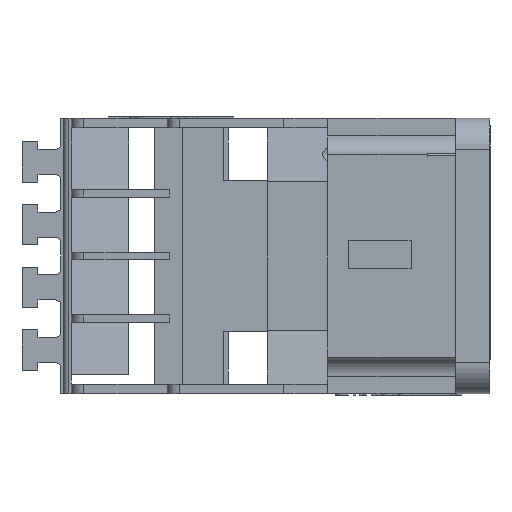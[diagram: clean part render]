
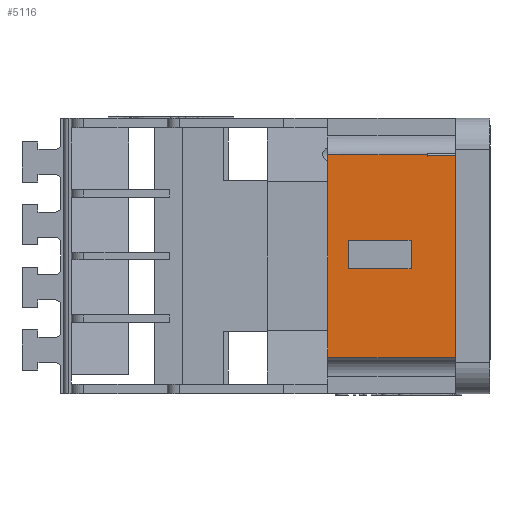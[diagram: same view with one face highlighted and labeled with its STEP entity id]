
A CAD part, front view. The second image highlights one B-rep face of the part: STEP entity #5116.
In plain terms, the highlighted planar face has unit normal (0, -1, 0).
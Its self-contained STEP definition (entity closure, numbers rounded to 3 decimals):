
#312 = LINE ( 'NONE', #5430, #33300 ) ;
#507 = CARTESIAN_POINT ( 'NONE',  ( 0.98, -30.725, 2.487 ) ) ;
#884 = CARTESIAN_POINT ( 'NONE',  ( -12.32, -30.725, -16.163 ) ) ;
#1211 = EDGE_LOOP ( 'NONE', ( #9645, #14193, #17686, #33047, #20509, #32557, #16058, #19112 ) ) ;
#1926 = VECTOR ( 'NONE', #5161, 1000. ) ;
#2438 = FACE_BOUND ( 'NONE', #17864, .T. ) ;
#3117 = CARTESIAN_POINT ( 'NONE',  ( 3.58, -30.725, 16.163 ) ) ;
#3744 = CARTESIAN_POINT ( 'NONE',  ( -9.02, -30.725, 2.487 ) ) ;
#3981 = VECTOR ( 'NONE', #15496, 1000. ) ;
#4110 = DIRECTION ( 'NONE',  ( 0., 0., -1. ) ) ;
#4560 = CARTESIAN_POINT ( 'NONE',  ( 3.58, -30.725, -16.163 ) ) ;
#4664 = DIRECTION ( 'NONE',  ( 1., 0., 0. ) ) ;
#4801 = VERTEX_POINT ( 'NONE', #9078 ) ;
#4897 = DIRECTION ( 'NONE',  ( 0., 0., -1. ) ) ;
#5116 = ADVANCED_FACE ( 'NONE', ( #30936, #2438 ), #32243, .T. ) ;
#5161 = DIRECTION ( 'NONE',  ( 0., 0., -1. ) ) ;
#5311 = CARTESIAN_POINT ( 'NONE',  ( -12.32, -30.725, 11.875 ) ) ;
#5430 = CARTESIAN_POINT ( 'NONE',  ( -12.32, -30.725, 16.163 ) ) ;
#6151 = DIRECTION ( 'NONE',  ( -1., 0., 0. ) ) ;
#6175 = DIRECTION ( 'NONE',  ( 0., 0., -1. ) ) ;
#6197 = VECTOR ( 'NONE', #6151, 1000. ) ;
#6319 = VECTOR ( 'NONE', #28321, 1000. ) ;
#6876 = CARTESIAN_POINT ( 'NONE',  ( 8.08, -30.725, -16.163 ) ) ;
#8500 = EDGE_CURVE ( 'NONE', #28849, #15253, #27399, .T. ) ;
#8786 = VECTOR ( 'NONE', #30414, 1000. ) ;
#8922 = LINE ( 'NONE', #15648, #1926 ) ;
#8948 = EDGE_CURVE ( 'NONE', #31545, #26755, #33394, .T. ) ;
#9078 = CARTESIAN_POINT ( 'NONE',  ( 0.98, -30.725, 2.487 ) ) ;
#9273 = CARTESIAN_POINT ( 'NONE',  ( -12.32, -30.725, 16.163 ) ) ;
#9369 = CARTESIAN_POINT ( 'NONE',  ( 3.58, -30.725, 16.055 ) ) ;
#9443 = LINE ( 'NONE', #4560, #20567 ) ;
#9645 = ORIENTED_EDGE ( 'NONE', *, *, #15647, .F. ) ;
#9927 = CARTESIAN_POINT ( 'NONE',  ( 8.08, -30.725, 16.055 ) ) ;
#10064 = CARTESIAN_POINT ( 'NONE',  ( -9.02, -30.725, 2.487 ) ) ;
#10648 = CARTESIAN_POINT ( 'NONE',  ( -9.02, -30.725, 2.487 ) ) ;
#11465 = CARTESIAN_POINT ( 'NONE',  ( -12.32, -30.725, 16.163 ) ) ;
#12244 = EDGE_CURVE ( 'NONE', #15014, #16926, #17466, .T. ) ;
#12810 = ORIENTED_EDGE ( 'NONE', *, *, #8500, .F. ) ;
#12841 = VECTOR ( 'NONE', #18945, 1000. ) ;
#12922 = CARTESIAN_POINT ( 'NONE',  ( -12.32, -30.725, -11.875 ) ) ;
#13500 = EDGE_CURVE ( 'NONE', #15253, #4801, #21092, .T. ) ;
#13985 = CARTESIAN_POINT ( 'NONE',  ( 8.08, -30.725, 16.163 ) ) ;
#14103 = DIRECTION ( 'NONE',  ( -1., 0., 0. ) ) ;
#14176 = EDGE_CURVE ( 'NONE', #4801, #14221, #28543, .T. ) ;
#14193 = ORIENTED_EDGE ( 'NONE', *, *, #30719, .F. ) ;
#14221 = VERTEX_POINT ( 'NONE', #3744 ) ;
#15014 = VERTEX_POINT ( 'NONE', #16129 ) ;
#15157 = CARTESIAN_POINT ( 'NONE',  ( -12.32, -30.725, -16.163 ) ) ;
#15253 = VERTEX_POINT ( 'NONE', #17028 ) ;
#15463 = CARTESIAN_POINT ( 'NONE',  ( -12.32, -30.725, -16.163 ) ) ;
#15496 = DIRECTION ( 'NONE',  ( 0., 0., -1. ) ) ;
#15626 = VECTOR ( 'NONE', #4664, 1000. ) ;
#15647 = EDGE_CURVE ( 'NONE', #34116, #16926, #34185, .T. ) ;
#15648 = CARTESIAN_POINT ( 'NONE',  ( -12.32, -30.725, 16.163 ) ) ;
#15899 = VERTEX_POINT ( 'NONE', #5311 ) ;
#16058 = ORIENTED_EDGE ( 'NONE', *, *, #18023, .T. ) ;
#16129 = CARTESIAN_POINT ( 'NONE',  ( 8.08, -30.725, -16.163 ) ) ;
#16354 = EDGE_CURVE ( 'NONE', #26755, #15899, #24348, .T. ) ;
#16903 = VERTEX_POINT ( 'NONE', #12922 ) ;
#16926 = VERTEX_POINT ( 'NONE', #9927 ) ;
#16971 = VERTEX_POINT ( 'NONE', #15463 ) ;
#17028 = CARTESIAN_POINT ( 'NONE',  ( 0.98, -30.725, -2.013 ) ) ;
#17466 = LINE ( 'NONE', #6876, #8786 ) ;
#17686 = ORIENTED_EDGE ( 'NONE', *, *, #8948, .T. ) ;
#17864 = EDGE_LOOP ( 'NONE', ( #22166, #21294, #32042, #12810 ) ) ;
#18023 = EDGE_CURVE ( 'NONE', #16971, #15014, #18498, .T. ) ;
#18498 = LINE ( 'NONE', #15157, #15626 ) ;
#18891 = EDGE_CURVE ( 'NONE', #15899, #16903, #312, .T. ) ;
#18945 = DIRECTION ( 'NONE',  ( 0., 0., 1. ) ) ;
#19112 = ORIENTED_EDGE ( 'NONE', *, *, #12244, .T. ) ;
#19289 = EDGE_CURVE ( 'NONE', #16903, #16971, #8922, .T. ) ;
#19321 = DIRECTION ( 'NONE',  ( 0., -1., 0. ) ) ;
#19414 = CARTESIAN_POINT ( 'NONE',  ( 3.58, -30.725, 16.055 ) ) ;
#19806 = VECTOR ( 'NONE', #4110, 1000. ) ;
#20509 = ORIENTED_EDGE ( 'NONE', *, *, #18891, .T. ) ;
#20567 = VECTOR ( 'NONE', #4897, 1000. ) ;
#21092 = LINE ( 'NONE', #507, #12841 ) ;
#21294 = ORIENTED_EDGE ( 'NONE', *, *, #14176, .F. ) ;
#21984 = DIRECTION ( 'NONE',  ( 0., 0., -1. ) ) ;
#22162 = VECTOR ( 'NONE', #27290, 1000. ) ;
#22166 = ORIENTED_EDGE ( 'NONE', *, *, #23776, .F. ) ;
#23776 = EDGE_CURVE ( 'NONE', #14221, #28849, #31203, .T. ) ;
#24348 = LINE ( 'NONE', #9273, #19806 ) ;
#26755 = VERTEX_POINT ( 'NONE', #11465 ) ;
#27290 = DIRECTION ( 'NONE',  ( 1., 0., 0. ) ) ;
#27399 = LINE ( 'NONE', #33478, #6319 ) ;
#27807 = AXIS2_PLACEMENT_3D ( 'NONE', #884, #19321, #6175 ) ;
#28321 = DIRECTION ( 'NONE',  ( 1., 0., 0. ) ) ;
#28543 = LINE ( 'NONE', #10648, #29753 ) ;
#28849 = VERTEX_POINT ( 'NONE', #32547 ) ;
#29753 = VECTOR ( 'NONE', #14103, 1000. ) ;
#30414 = DIRECTION ( 'NONE',  ( 0., 0., 1. ) ) ;
#30719 = EDGE_CURVE ( 'NONE', #31545, #34116, #9443, .T. ) ;
#30936 = FACE_OUTER_BOUND ( 'NONE', #1211, .T. ) ;
#31203 = LINE ( 'NONE', #10064, #3981 ) ;
#31545 = VERTEX_POINT ( 'NONE', #3117 ) ;
#32042 = ORIENTED_EDGE ( 'NONE', *, *, #13500, .F. ) ;
#32243 = PLANE ( 'NONE',  #27807 ) ;
#32547 = CARTESIAN_POINT ( 'NONE',  ( -9.02, -30.725, -2.013 ) ) ;
#32557 = ORIENTED_EDGE ( 'NONE', *, *, #19289, .T. ) ;
#33047 = ORIENTED_EDGE ( 'NONE', *, *, #16354, .T. ) ;
#33300 = VECTOR ( 'NONE', #21984, 1000. ) ;
#33394 = LINE ( 'NONE', #13985, #6197 ) ;
#33478 = CARTESIAN_POINT ( 'NONE',  ( -9.02, -30.725, -2.013 ) ) ;
#34116 = VERTEX_POINT ( 'NONE', #9369 ) ;
#34185 = LINE ( 'NONE', #19414, #22162 ) ;
